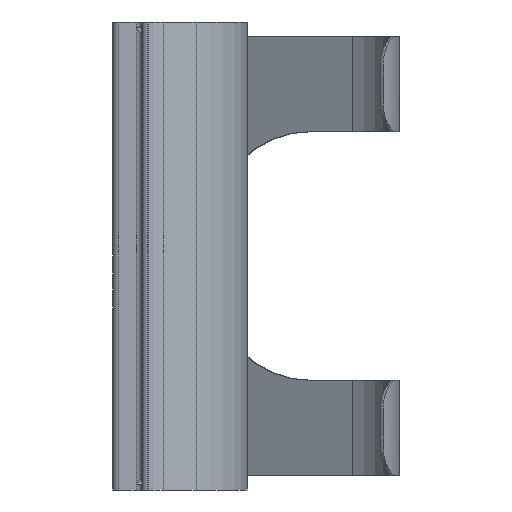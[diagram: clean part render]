
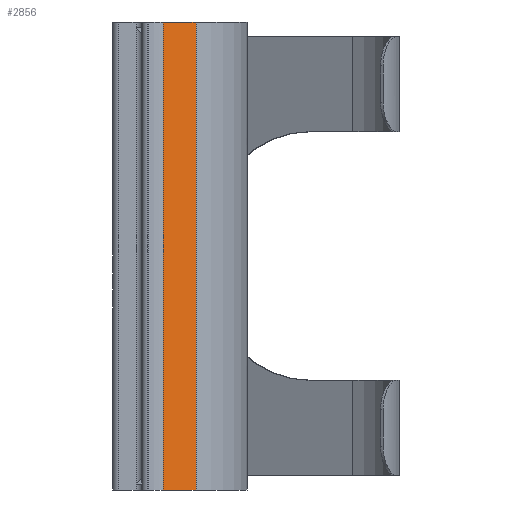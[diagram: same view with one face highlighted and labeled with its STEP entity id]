
A CAD part, left-side view. The second image highlights one B-rep face of the part: STEP entity #2856.
In plain terms, the highlighted planar face has unit normal (-0.866, -0.5, 0).
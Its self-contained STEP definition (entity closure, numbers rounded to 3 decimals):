
#69 = CYLINDRICAL_SURFACE('',#70,3.5);
#70 = AXIS2_PLACEMENT_3D('',#71,#72,#73);
#71 = CARTESIAN_POINT('',(-1.989,-1.1,8.));
#72 = DIRECTION('',(0.,0.,1.));
#73 = DIRECTION('',(-1.,0.,0.));
#858 = PLANE('',#859);
#859 = AXIS2_PLACEMENT_3D('',#860,#861,#862);
#860 = CARTESIAN_POINT('',(-5.8,-1.,-8.));
#861 = DIRECTION('',(0.,0.,1.));
#862 = DIRECTION('',(1.,0.,-0.));
#1035 = PLANE('',#1036);
#1036 = AXIS2_PLACEMENT_3D('',#1037,#1038,#1039);
#1037 = CARTESIAN_POINT('',(-5.8,-1.,8.));
#1038 = DIRECTION('',(0.,0.,1.));
#1039 = DIRECTION('',(1.,0.,-0.));
#2801 = CYLINDRICAL_SURFACE('',#2802,1.);
#2802 = AXIS2_PLACEMENT_3D('',#2803,#2804,#2805);
#2803 = CARTESIAN_POINT('',(-4.8,-1.232,8.));
#2804 = DIRECTION('',(0.,0.,1.));
#2805 = DIRECTION('',(-1.,0.,0.));
#2856 = ADVANCED_FACE('',(#2857),#2871,.F.);
#2857 = FACE_BOUND('',#2858,.T.);
#2858 = EDGE_LOOP('',(#2859,#2889,#2912,#2935));
#2859 = ORIENTED_EDGE('',*,*,#2860,.F.);
#2860 = EDGE_CURVE('',#2861,#2863,#2865,.T.);
#2861 = VERTEX_POINT('',#2862);
#2862 = CARTESIAN_POINT('',(-5.666,-1.732,8.));
#2863 = VERTEX_POINT('',#2864);
#2864 = CARTESIAN_POINT('',(-5.021,-2.85,8.));
#2865 = SURFACE_CURVE('',#2866,(#2870,#2882),.PCURVE_S1.);
#2866 = LINE('',#2867,#2868);
#2867 = CARTESIAN_POINT('',(-5.8,-1.5,8.));
#2868 = VECTOR('',#2869,1.);
#2869 = DIRECTION('',(0.5,-0.866,0.));
#2870 = PCURVE('',#2871,#2876);
#2871 = PLANE('',#2872);
#2872 = AXIS2_PLACEMENT_3D('',#2873,#2874,#2875);
#2873 = CARTESIAN_POINT('',(-5.8,-1.5,8.));
#2874 = DIRECTION('',(0.866,0.5,0.));
#2875 = DIRECTION('',(0.,0.,-1.));
#2876 = DEFINITIONAL_REPRESENTATION('',(#2877),#2881);
#2877 = LINE('',#2878,#2879);
#2878 = CARTESIAN_POINT('',(0.,0.));
#2879 = VECTOR('',#2880,1.);
#2880 = DIRECTION('',(0.,-1.));
#2881 = ( GEOMETRIC_REPRESENTATION_CONTEXT(2) 
PARAMETRIC_REPRESENTATION_CONTEXT() REPRESENTATION_CONTEXT('2D SPACE',''
  ) );
#2882 = PCURVE('',#1035,#2883);
#2883 = DEFINITIONAL_REPRESENTATION('',(#2884),#2888);
#2884 = LINE('',#2885,#2886);
#2885 = CARTESIAN_POINT('',(0.,-0.5));
#2886 = VECTOR('',#2887,1.);
#2887 = DIRECTION('',(0.5,-0.866));
#2888 = ( GEOMETRIC_REPRESENTATION_CONTEXT(2) 
PARAMETRIC_REPRESENTATION_CONTEXT() REPRESENTATION_CONTEXT('2D SPACE',''
  ) );
#2889 = ORIENTED_EDGE('',*,*,#2890,.T.);
#2890 = EDGE_CURVE('',#2861,#2891,#2893,.T.);
#2891 = VERTEX_POINT('',#2892);
#2892 = CARTESIAN_POINT('',(-5.666,-1.732,-8.));
#2893 = SURFACE_CURVE('',#2894,(#2898,#2905),.PCURVE_S1.);
#2894 = LINE('',#2895,#2896);
#2895 = CARTESIAN_POINT('',(-5.666,-1.732,8.));
#2896 = VECTOR('',#2897,1.);
#2897 = DIRECTION('',(0.,0.,-1.));
#2898 = PCURVE('',#2871,#2899);
#2899 = DEFINITIONAL_REPRESENTATION('',(#2900),#2904);
#2900 = LINE('',#2901,#2902);
#2901 = CARTESIAN_POINT('',(0.,-0.268));
#2902 = VECTOR('',#2903,1.);
#2903 = DIRECTION('',(1.,0.));
#2904 = ( GEOMETRIC_REPRESENTATION_CONTEXT(2) 
PARAMETRIC_REPRESENTATION_CONTEXT() REPRESENTATION_CONTEXT('2D SPACE',''
  ) );
#2905 = PCURVE('',#2801,#2906);
#2906 = DEFINITIONAL_REPRESENTATION('',(#2907),#2911);
#2907 = LINE('',#2908,#2909);
#2908 = CARTESIAN_POINT('',(0.524,0.));
#2909 = VECTOR('',#2910,1.);
#2910 = DIRECTION('',(0.,-1.));
#2911 = ( GEOMETRIC_REPRESENTATION_CONTEXT(2) 
PARAMETRIC_REPRESENTATION_CONTEXT() REPRESENTATION_CONTEXT('2D SPACE',''
  ) );
#2912 = ORIENTED_EDGE('',*,*,#2913,.T.);
#2913 = EDGE_CURVE('',#2891,#2914,#2916,.T.);
#2914 = VERTEX_POINT('',#2915);
#2915 = CARTESIAN_POINT('',(-5.021,-2.85,-8.));
#2916 = SURFACE_CURVE('',#2917,(#2921,#2928),.PCURVE_S1.);
#2917 = LINE('',#2918,#2919);
#2918 = CARTESIAN_POINT('',(-5.8,-1.5,-8.));
#2919 = VECTOR('',#2920,1.);
#2920 = DIRECTION('',(0.5,-0.866,0.));
#2921 = PCURVE('',#2871,#2922);
#2922 = DEFINITIONAL_REPRESENTATION('',(#2923),#2927);
#2923 = LINE('',#2924,#2925);
#2924 = CARTESIAN_POINT('',(16.,0.));
#2925 = VECTOR('',#2926,1.);
#2926 = DIRECTION('',(0.,-1.));
#2927 = ( GEOMETRIC_REPRESENTATION_CONTEXT(2) 
PARAMETRIC_REPRESENTATION_CONTEXT() REPRESENTATION_CONTEXT('2D SPACE',''
  ) );
#2928 = PCURVE('',#858,#2929);
#2929 = DEFINITIONAL_REPRESENTATION('',(#2930),#2934);
#2930 = LINE('',#2931,#2932);
#2931 = CARTESIAN_POINT('',(0.,-0.5));
#2932 = VECTOR('',#2933,1.);
#2933 = DIRECTION('',(0.5,-0.866));
#2934 = ( GEOMETRIC_REPRESENTATION_CONTEXT(2) 
PARAMETRIC_REPRESENTATION_CONTEXT() REPRESENTATION_CONTEXT('2D SPACE',''
  ) );
#2935 = ORIENTED_EDGE('',*,*,#2936,.T.);
#2936 = EDGE_CURVE('',#2914,#2863,#2937,.T.);
#2937 = SURFACE_CURVE('',#2938,(#2942,#2949),.PCURVE_S1.);
#2938 = LINE('',#2939,#2940);
#2939 = CARTESIAN_POINT('',(-5.021,-2.85,8.));
#2940 = VECTOR('',#2941,1.);
#2941 = DIRECTION('',(0.,-0.,1.));
#2942 = PCURVE('',#2871,#2943);
#2943 = DEFINITIONAL_REPRESENTATION('',(#2944),#2948);
#2944 = LINE('',#2945,#2946);
#2945 = CARTESIAN_POINT('',(0.,-1.559));
#2946 = VECTOR('',#2947,1.);
#2947 = DIRECTION('',(-1.,0.));
#2948 = ( GEOMETRIC_REPRESENTATION_CONTEXT(2) 
PARAMETRIC_REPRESENTATION_CONTEXT() REPRESENTATION_CONTEXT('2D SPACE',''
  ) );
#2949 = PCURVE('',#69,#2950);
#2950 = DEFINITIONAL_REPRESENTATION('',(#2951),#2955);
#2951 = LINE('',#2952,#2953);
#2952 = CARTESIAN_POINT('',(0.524,0.));
#2953 = VECTOR('',#2954,1.);
#2954 = DIRECTION('',(0.,1.));
#2955 = ( GEOMETRIC_REPRESENTATION_CONTEXT(2) 
PARAMETRIC_REPRESENTATION_CONTEXT() REPRESENTATION_CONTEXT('2D SPACE',''
  ) );
